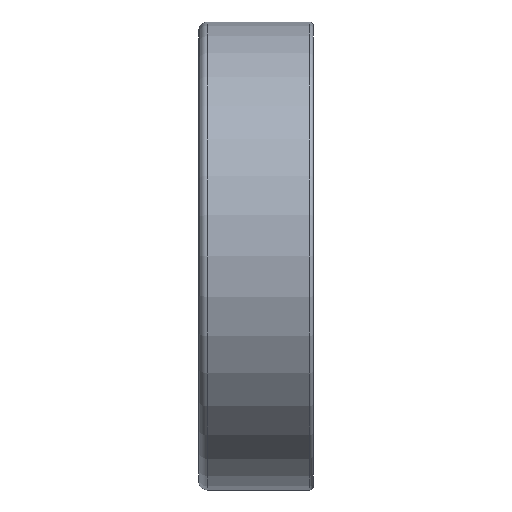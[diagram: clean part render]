
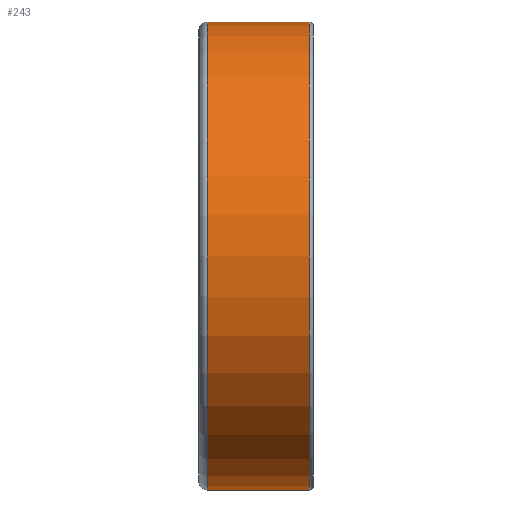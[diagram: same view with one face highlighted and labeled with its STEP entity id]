
A CAD part, front view. The second image highlights one B-rep face of the part: STEP entity #243.
In plain terms, the highlighted cylindrical face has radius 55 mm (diameter 110 mm), a full revolution.
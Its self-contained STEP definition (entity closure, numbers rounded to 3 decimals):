
#71=CYLINDRICAL_SURFACE('',#314,55.);
#108=ORIENTED_EDGE('',*,*,#119,.T.);
#109=ORIENTED_EDGE('',*,*,#125,.F.);
#119=EDGE_CURVE('',#135,#135,#152,.T.);
#125=EDGE_CURVE('',#141,#141,#158,.T.);
#135=VERTEX_POINT('',#443);
#141=VERTEX_POINT('',#461);
#152=CIRCLE('',#301,55.);
#158=CIRCLE('',#313,55.);
#189=EDGE_LOOP('',(#108));
#190=EDGE_LOOP('',(#109));
#221=FACE_BOUND('',#189,.T.);
#222=FACE_BOUND('',#190,.T.);
#243=ADVANCED_FACE('',(#221,#222),#71,.T.);
#301=AXIS2_PLACEMENT_3D('',#442,#365,#366);
#313=AXIS2_PLACEMENT_3D('',#460,#389,#390);
#314=AXIS2_PLACEMENT_3D('',#462,#391,#392);
#365=DIRECTION('',(1.,0.,0.));
#366=DIRECTION('',(0.,0.,-1.));
#389=DIRECTION('',(1.,0.,0.));
#390=DIRECTION('',(0.,0.,-1.));
#391=DIRECTION('',(1.,0.,0.));
#392=DIRECTION('',(0.,0.,-1.));
#442=CARTESIAN_POINT('',(2.,0.,0.));
#443=CARTESIAN_POINT('',(2.,0.,-55.));
#460=CARTESIAN_POINT('',(26.,0.,0.));
#461=CARTESIAN_POINT('',(26.,0.,-55.));
#462=CARTESIAN_POINT('',(27.,0.,0.));
